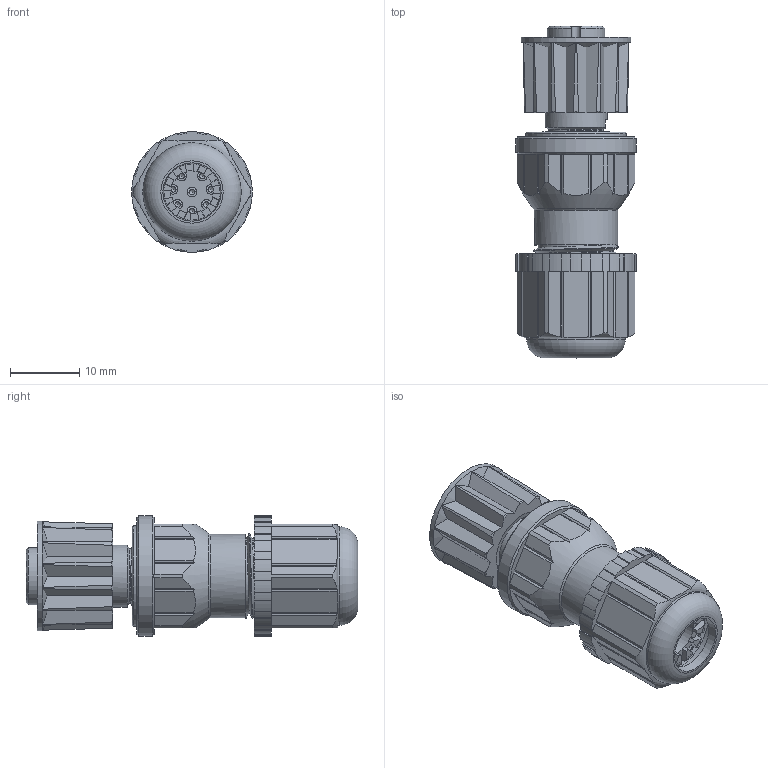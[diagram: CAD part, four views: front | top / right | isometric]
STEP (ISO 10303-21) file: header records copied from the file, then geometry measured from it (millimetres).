
FILE_DESCRIPTION(/* description */ ('Unknown'),/* implementation_level */ '2;1');
FILE_NAME(/* name */ '643721100008',/* time_stamp */ '2022-02-16T10:34:32+01:00',/* author */ ('Unknown'),/* organization */ ('Unknown'),/* preprocessor_version */ 'ST-DEVELOPER v16.7',/* originating_system */ 'Solid Edge',/* authorisation */ 'Unknown');
FILE_SCHEMA (('AUTOMOTIVE_DESIGN {1 0 10303 214 3 1 1}'));
Products named in the file (13): 6437211000xx; 6437211000xx_Body; 6437211000xx_clip; 6437211000xx_Mating O-Ring; 6437211000xx_screw nut; 6437211000xx_seal; 6437211000xx_sealing nut; 6437211000xx_Extension; 6437211000xx_housing; 643721100008_housing; 643721100008_pin; 6437211000xx_Extension Gasket; 643721100008_epoxy
Assembly tree (19 placements, depth 3):
  6437211000xx
    6437211000xx_Body
    6437211000xx_clip
    6437211000xx_Mating O-Ring
    6437211000xx_screw nut
    6437211000xx_seal
    6437211000xx_sealing nut
    6437211000xx_Extension
    6437211000xx_housing
      643721100008_housing
      643721100008_pin  x8
    6437211000xx_Extension Gasket
    643721100008_epoxy
Bounding box: 17.4 x 47.9 x 17.4 mm (x, y, z)
Volume: 5456.3 mm3; surface area: 10471.9 mm2
Topology: 18 solids, 18 shells, 1166 faces, 3118 edges, 2055 vertices
Faces by surface type: plane 579, cylinder 347, cone 101, torus 95, bspline 44
Full cylindrical faces by diameter (mm): 0.8 x16, 1.2 x8, 1.3 x16, 1.4 x56, 1.5 x8, 1.53 x32, 1.6 x8, 1.64 x8, 6.3 x1, 7.4 x1, 7.45 x1, 7.868 x4, 8 x1, 8.1 x4, 8.3 x1, 8.4 x1, 8.5 x1, 8.95 x3, 9.3 x5, 10.8 x1, 10.95 x5, 11.35 x2, 11.42 x3, 12 x1, 12.3 x11, 12.35 x9, 12.5 x1, 12.7 x5, 14.2 x1, 14.5 x1
Entity records: 43846 total; most frequent: CARTESIAN_POINT 24313, ORIENTED_EDGE 4112, DIRECTION 3657, EDGE_CURVE 2056, VERTEX_POINT 1420, AXIS2_PLACEMENT_3D 1354, FACE_BOUND 1016, EDGE_LOOP 1013
